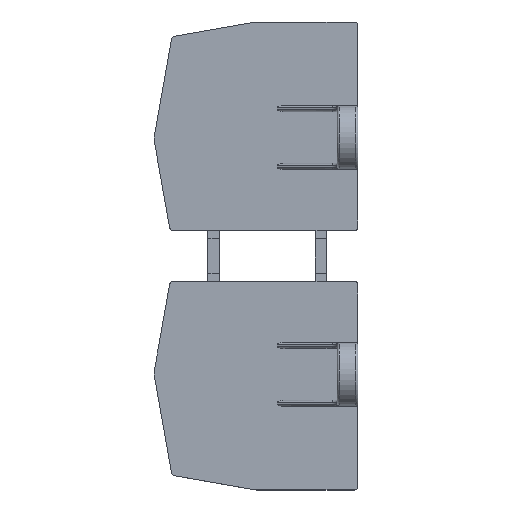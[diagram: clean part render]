
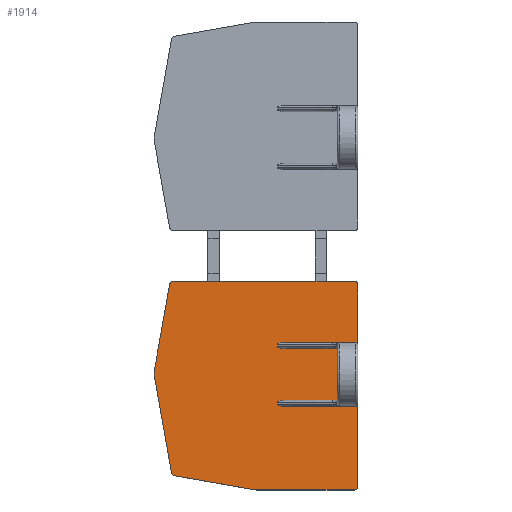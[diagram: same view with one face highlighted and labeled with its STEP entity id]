
A CAD part, top view. The second image highlights one B-rep face of the part: STEP entity #1914.
In plain terms, the highlighted planar face has unit normal (0, 0, 1).
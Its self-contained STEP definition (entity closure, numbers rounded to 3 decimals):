
#331=CARTESIAN_POINT('',(-0.3,-12.,3.5));
#332=DIRECTION('',(0.,0.,1.));
#333=DIRECTION('',(1.,0.,0.));
#334=AXIS2_PLACEMENT_3D('',#331,#332,#333);
#341=DIRECTION('',(0.,1.,0.));
#342=VECTOR('',#341,0.2);
#343=CARTESIAN_POINT('',(-10.905,-12.2,3.5));
#344=LINE('',#343,#342);
#345=DIRECTION('',(1.,0.,0.));
#346=VECTOR('',#345,7.228);
#347=CARTESIAN_POINT('',(-10.028,-12.5,3.5));
#348=LINE('',#347,#346);
#349=DIRECTION('',(0.,-1.,0.));
#350=VECTOR('',#349,7.);
#351=CARTESIAN_POINT('',(-2.8,-12.5,3.5));
#352=LINE('',#351,#350);
#353=DIRECTION('',(1.,0.,0.));
#354=VECTOR('',#353,7.228);
#355=CARTESIAN_POINT('',(-10.028,-19.5,3.5));
#356=LINE('',#355,#354);
#357=DIRECTION('',(0.,1.,0.));
#358=VECTOR('',#357,0.2);
#359=CARTESIAN_POINT('',(-10.905,-20.,3.5));
#360=LINE('',#359,#358);
#361=DIRECTION('',(0.,1.,0.));
#362=VECTOR('',#361,11.1);
#363=CARTESIAN_POINT('',(0.,-31.1,3.5));
#364=LINE('',#363,#362);
#365=CARTESIAN_POINT('',(-0.5,-31.1,3.5));
#366=DIRECTION('',(0.,0.,1.));
#367=DIRECTION('',(0.,-1.,0.));
#368=AXIS2_PLACEMENT_3D('',#365,#366,#367);
#370=DIRECTION('',(1.,0.,0.));
#371=VECTOR('',#370,13.195);
#372=CARTESIAN_POINT('',(-13.695,-31.6,3.5));
#373=LINE('',#372,#371);
#374=CARTESIAN_POINT('',(-13.695,-30.1,3.5));
#375=DIRECTION('',(0.,0.,1.));
#376=DIRECTION('',(-0.174,-0.985,0.));
#377=AXIS2_PLACEMENT_3D('',#374,#375,#376);
#379=DIRECTION('',(0.985,-0.174,0.));
#380=VECTOR('',#379,10.986);
#381=CARTESIAN_POINT('',(-24.775,-29.67,3.5));
#382=LINE('',#381,#380);
#383=CARTESIAN_POINT('',(-24.688,-29.177,3.5));
#384=DIRECTION('',(0.,0.,1.));
#385=DIRECTION('',(-0.985,-0.174,0.));
#386=AXIS2_PLACEMENT_3D('',#383,#384,#385);
#388=DIRECTION('',(0.174,-0.985,0.));
#389=VECTOR('',#388,13.385);
#390=CARTESIAN_POINT('',(-27.504,-16.082,3.5));
#391=LINE('',#390,#389);
#392=CARTESIAN_POINT('',(-26.027,-15.821,3.5));
#393=DIRECTION('',(0.,0.,1.));
#394=DIRECTION('',(-0.985,0.174,0.));
#395=AXIS2_PLACEMENT_3D('',#392,#393,#394);
#397=DIRECTION('',(-0.174,-0.985,0.));
#398=VECTOR('',#397,11.929);
#399=CARTESIAN_POINT('',(-25.433,-3.813,3.5));
#400=LINE('',#399,#398);
#401=CARTESIAN_POINT('',(-24.941,-3.9,3.5));
#402=DIRECTION('',(0.,0.,1.));
#403=DIRECTION('',(0.,1.,0.));
#404=AXIS2_PLACEMENT_3D('',#401,#402,#403);
#406=DIRECTION('',(-1.,0.,0.));
#407=VECTOR('',#406,24.441);
#408=CARTESIAN_POINT('',(-0.5,-3.4,3.5));
#409=LINE('',#408,#407);
#410=CARTESIAN_POINT('',(-0.5,-3.9,3.5));
#411=DIRECTION('',(0.,0.,1.));
#412=DIRECTION('',(1.,0.,0.));
#413=AXIS2_PLACEMENT_3D('',#410,#411,#412);
#415=DIRECTION('',(0.,1.,0.));
#416=VECTOR('',#415,8.1);
#417=CARTESIAN_POINT('',(0.,-12.,3.5));
#418=LINE('',#417,#416);
#514=DIRECTION('',(-1.,0.,0.));
#515=VECTOR('',#514,9.728);
#516=CARTESIAN_POINT('',(-0.3,-11.7,3.5));
#517=LINE('',#516,#515);
#549=CARTESIAN_POINT('',(-0.3,-20.,3.5));
#550=DIRECTION('',(0.,0.,-1.));
#551=DIRECTION('',(1.,0.,0.));
#552=AXIS2_PLACEMENT_3D('',#549,#550,#551);
#558=DIRECTION('',(1.,0.,0.));
#559=VECTOR('',#558,9.728);
#560=CARTESIAN_POINT('',(-10.028,-20.3,3.5));
#561=LINE('',#560,#559);
#571=CARTESIAN_POINT('',(-10.905,-20.,3.5));
#572=CARTESIAN_POINT('',(-10.905,-20.049,3.5));
#573=CARTESIAN_POINT('',(-10.859,-20.101,3.5));
#574=CARTESIAN_POINT('',(-10.744,-20.183,3.5));
#575=CARTESIAN_POINT('',(-10.561,-20.244,3.5));
#576=CARTESIAN_POINT('',(-10.311,-20.289,3.5));
#577=CARTESIAN_POINT('',(-10.126,-20.3,3.5));
#578=CARTESIAN_POINT('',(-10.028,-20.3,3.5));
#604=CARTESIAN_POINT('',(-10.028,-11.7,3.5));
#605=CARTESIAN_POINT('',(-10.126,-11.7,3.5));
#606=CARTESIAN_POINT('',(-10.311,-11.711,3.5));
#607=CARTESIAN_POINT('',(-10.561,-11.756,3.5));
#608=CARTESIAN_POINT('',(-10.744,-11.817,3.5));
#609=CARTESIAN_POINT('',(-10.859,-11.899,3.5));
#610=CARTESIAN_POINT('',(-10.905,-11.951,3.5));
#611=CARTESIAN_POINT('',(-10.905,-12.,3.5));
#716=CARTESIAN_POINT('',(-10.905,-12.2,3.5));
#717=CARTESIAN_POINT('',(-10.905,-12.249,3.5));
#718=CARTESIAN_POINT('',(-10.859,-12.301,3.5));
#719=CARTESIAN_POINT('',(-10.744,-12.383,3.5));
#720=CARTESIAN_POINT('',(-10.561,-12.444,3.5));
#721=CARTESIAN_POINT('',(-10.311,-12.489,3.5));
#722=CARTESIAN_POINT('',(-10.126,-12.5,3.5));
#723=CARTESIAN_POINT('',(-10.028,-12.5,3.5));
#767=CARTESIAN_POINT('',(-10.028,-19.5,3.5));
#768=CARTESIAN_POINT('',(-10.126,-19.5,3.5));
#769=CARTESIAN_POINT('',(-10.311,-19.511,3.5));
#770=CARTESIAN_POINT('',(-10.561,-19.556,3.5));
#771=CARTESIAN_POINT('',(-10.744,-19.617,3.5));
#772=CARTESIAN_POINT('',(-10.859,-19.699,3.5));
#773=CARTESIAN_POINT('',(-10.905,-19.751,3.5));
#774=CARTESIAN_POINT('',(-10.905,-19.8,3.5));
#1288=VERTEX_POINT('',#571);
#1289=VERTEX_POINT('',#578);
#1290=VERTEX_POINT('',#604);
#1291=VERTEX_POINT('',#611);
#1320=CARTESIAN_POINT('',(-10.905,-19.8,3.5));
#1322=VERTEX_POINT('',#1320);
#1324=CARTESIAN_POINT('',(-10.028,-19.5,3.5));
#1326=VERTEX_POINT('',#1324);
#1329=CARTESIAN_POINT('',(-10.028,-12.5,3.5));
#1331=VERTEX_POINT('',#1329);
#1333=CARTESIAN_POINT('',(-10.905,-12.2,3.5));
#1335=VERTEX_POINT('',#1333);
#1340=CARTESIAN_POINT('',(-2.8,-19.5,3.5));
#1341=VERTEX_POINT('',#1340);
#1342=CARTESIAN_POINT('',(-2.8,-12.5,3.5));
#1343=VERTEX_POINT('',#1342);
#1407=CARTESIAN_POINT('',(-24.941,-3.4,3.5));
#1408=CARTESIAN_POINT('',(-25.433,-3.813,3.5));
#1409=VERTEX_POINT('',#1407);
#1410=VERTEX_POINT('',#1408);
#1411=CARTESIAN_POINT('',(-27.504,-15.561,3.5));
#1412=VERTEX_POINT('',#1411);
#1413=CARTESIAN_POINT('',(-27.504,-16.082,3.5));
#1414=VERTEX_POINT('',#1413);
#1415=CARTESIAN_POINT('',(-25.18,-29.264,3.5));
#1416=VERTEX_POINT('',#1415);
#1417=CARTESIAN_POINT('',(-24.775,-29.67,3.5));
#1418=VERTEX_POINT('',#1417);
#1419=CARTESIAN_POINT('',(-13.956,-31.577,3.5));
#1420=VERTEX_POINT('',#1419);
#1421=CARTESIAN_POINT('',(-13.695,-31.6,3.5));
#1422=VERTEX_POINT('',#1421);
#1423=CARTESIAN_POINT('',(-0.5,-31.6,3.5));
#1424=VERTEX_POINT('',#1423);
#1425=CARTESIAN_POINT('',(0.,-31.1,3.5));
#1426=VERTEX_POINT('',#1425);
#1427=CARTESIAN_POINT('',(0.,-3.9,3.5));
#1428=CARTESIAN_POINT('',(-0.5,-3.4,3.5));
#1429=VERTEX_POINT('',#1427);
#1430=VERTEX_POINT('',#1428);
#1433=CARTESIAN_POINT('',(0.,-20.,3.5));
#1434=VERTEX_POINT('',#1433);
#1473=CARTESIAN_POINT('',(0.,-12.,3.5));
#1474=CARTESIAN_POINT('',(-0.3,-11.7,3.5));
#1475=VERTEX_POINT('',#1473);
#1476=VERTEX_POINT('',#1474);
#1477=CARTESIAN_POINT('',(-0.3,-20.3,3.5));
#1478=VERTEX_POINT('',#1477);
#1860=CARTESIAN_POINT('',(0.,31.8,3.5));
#1861=DIRECTION('',(0.,0.,1.));
#1862=DIRECTION('',(1.,0.,0.));
#1863=AXIS2_PLACEMENT_3D('',#1860,#1861,#1862);
#1864=PLANE('',#1863);
#1865=ORIENTED_EDGE('',*,*,#1850,.T.);
#1867=ORIENTED_EDGE('',*,*,#1866,.T.);
#1869=ORIENTED_EDGE('',*,*,#1868,.T.);
#1871=ORIENTED_EDGE('',*,*,#1870,.F.);
#1873=ORIENTED_EDGE('',*,*,#1872,.T.);
#1875=ORIENTED_EDGE('',*,*,#1874,.T.);
#1877=ORIENTED_EDGE('',*,*,#1876,.T.);
#1879=ORIENTED_EDGE('',*,*,#1878,.F.);
#1881=ORIENTED_EDGE('',*,*,#1880,.T.);
#1883=ORIENTED_EDGE('',*,*,#1882,.F.);
#1885=ORIENTED_EDGE('',*,*,#1884,.T.);
#1887=ORIENTED_EDGE('',*,*,#1886,.T.);
#1889=ORIENTED_EDGE('',*,*,#1888,.F.);
#1890=ORIENTED_EDGE('',*,*,#1801,.F.);
#1892=ORIENTED_EDGE('',*,*,#1891,.F.);
#1894=ORIENTED_EDGE('',*,*,#1893,.F.);
#1896=ORIENTED_EDGE('',*,*,#1895,.F.);
#1898=ORIENTED_EDGE('',*,*,#1897,.F.);
#1900=ORIENTED_EDGE('',*,*,#1899,.F.);
#1902=ORIENTED_EDGE('',*,*,#1901,.F.);
#1904=ORIENTED_EDGE('',*,*,#1903,.F.);
#1906=ORIENTED_EDGE('',*,*,#1905,.F.);
#1908=ORIENTED_EDGE('',*,*,#1907,.F.);
#1909=ORIENTED_EDGE('',*,*,#1688,.F.);
#1910=ORIENTED_EDGE('',*,*,#1781,.F.);
#1911=ORIENTED_EDGE('',*,*,#1795,.F.);
#1912=EDGE_LOOP('',(#1865,#1867,#1869,#1871,#1873,#1875,#1877,#1879,#1881,#1883,
#1885,#1887,#1889,#1890,#1892,#1894,#1896,#1898,#1900,#1902,#1904,#1906,#1908,
#1909,#1910,#1911));
#1913=FACE_OUTER_BOUND('',#1912,.F.);
#1914=ADVANCED_FACE('',(#1913),#1864,.T.);
#335=CIRCLE('',#334,0.3);
#369=CIRCLE('',#368,0.5);
#378=CIRCLE('',#377,1.5);
#387=CIRCLE('',#386,0.5);
#396=CIRCLE('',#395,1.5);
#405=CIRCLE('',#404,0.5);
#414=CIRCLE('',#413,0.5);
#553=CIRCLE('',#552,0.3);
#579=B_SPLINE_CURVE_WITH_KNOTS('',3,(#571,#572,#573,#574,#575,#576,#577,#578),
.UNSPECIFIED.,.F.,.F.,(4,1,1,1,1,4),(0.,0.125,0.25,0.5,0.75,1.),
.UNSPECIFIED.);
#612=B_SPLINE_CURVE_WITH_KNOTS('',3,(#604,#605,#606,#607,#608,#609,#610,#611),
.UNSPECIFIED.,.F.,.F.,(4,1,1,1,1,4),(0.,0.25,0.5,0.75,0.875,1.),
.UNSPECIFIED.);
#724=B_SPLINE_CURVE_WITH_KNOTS('',3,(#716,#717,#718,#719,#720,#721,#722,#723),
.UNSPECIFIED.,.F.,.F.,(4,1,1,1,1,4),(0.,0.125,0.25,0.5,0.75,1.),
.UNSPECIFIED.);
#775=B_SPLINE_CURVE_WITH_KNOTS('',3,(#767,#768,#769,#770,#771,#772,#773,#774),
.UNSPECIFIED.,.F.,.F.,(4,1,1,1,1,4),(0.,0.25,0.5,0.75,0.875,1.),
.UNSPECIFIED.);
#1688=EDGE_CURVE('',#1430,#1409,#409,.T.);
#1781=EDGE_CURVE('',#1429,#1430,#414,.T.);
#1795=EDGE_CURVE('',#1475,#1429,#418,.T.);
#1801=EDGE_CURVE('',#1426,#1434,#364,.T.);
#1850=EDGE_CURVE('',#1475,#1476,#335,.T.);
#1866=EDGE_CURVE('',#1476,#1290,#517,.T.);
#1868=EDGE_CURVE('',#1290,#1291,#612,.T.);
#1870=EDGE_CURVE('',#1335,#1291,#344,.T.);
#1872=EDGE_CURVE('',#1335,#1331,#724,.T.);
#1874=EDGE_CURVE('',#1331,#1343,#348,.T.);
#1876=EDGE_CURVE('',#1343,#1341,#352,.T.);
#1878=EDGE_CURVE('',#1326,#1341,#356,.T.);
#1880=EDGE_CURVE('',#1326,#1322,#775,.T.);
#1882=EDGE_CURVE('',#1288,#1322,#360,.T.);
#1884=EDGE_CURVE('',#1288,#1289,#579,.T.);
#1886=EDGE_CURVE('',#1289,#1478,#561,.T.);
#1888=EDGE_CURVE('',#1434,#1478,#553,.T.);
#1891=EDGE_CURVE('',#1424,#1426,#369,.T.);
#1893=EDGE_CURVE('',#1422,#1424,#373,.T.);
#1895=EDGE_CURVE('',#1420,#1422,#378,.T.);
#1897=EDGE_CURVE('',#1418,#1420,#382,.T.);
#1899=EDGE_CURVE('',#1416,#1418,#387,.T.);
#1901=EDGE_CURVE('',#1414,#1416,#391,.T.);
#1903=EDGE_CURVE('',#1412,#1414,#396,.T.);
#1905=EDGE_CURVE('',#1410,#1412,#400,.T.);
#1907=EDGE_CURVE('',#1409,#1410,#405,.T.);
